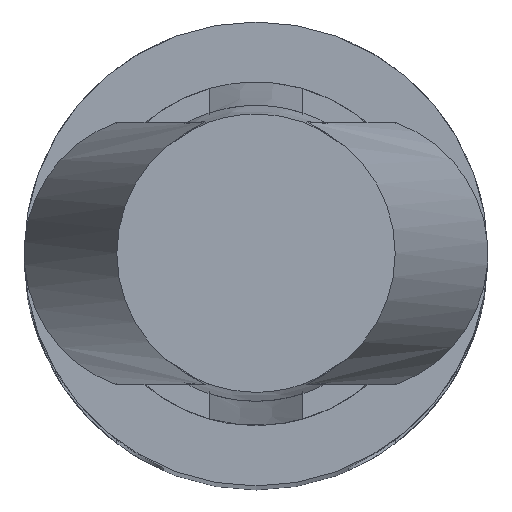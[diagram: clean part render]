
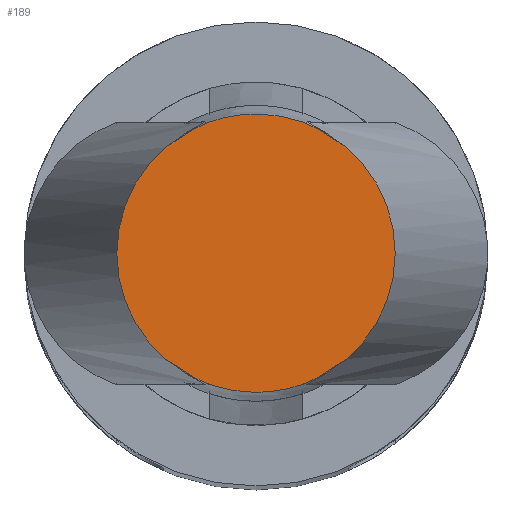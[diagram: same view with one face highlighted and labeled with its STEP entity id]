
A CAD part, top view. The second image highlights one B-rep face of the part: STEP entity #189.
In plain terms, the highlighted planar face has unit normal (0, 0, 1).
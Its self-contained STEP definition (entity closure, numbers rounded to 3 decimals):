
#189 = ADVANCED_FACE( '', ( #401 ), #402, .T. );
#401 = FACE_OUTER_BOUND( '', #740, .T. );
#402 = PLANE( '', #741 );
#740 = EDGE_LOOP( '', ( #1219, #1220, #1221, #1222, #1223, #1224, #1225, #1226 ) );
#741 = AXIS2_PLACEMENT_3D( '', #1227, #1228, #1229 );
#1219 = ORIENTED_EDGE( '', *, *, #1682, .F. );
#1220 = ORIENTED_EDGE( '', *, *, #1683, .T. );
#1221 = ORIENTED_EDGE( '', *, *, #1684, .F. );
#1222 = ORIENTED_EDGE( '', *, *, #1566, .F. );
#1223 = ORIENTED_EDGE( '', *, *, #1685, .F. );
#1224 = ORIENTED_EDGE( '', *, *, #1686, .T. );
#1225 = ORIENTED_EDGE( '', *, *, #1687, .F. );
#1226 = ORIENTED_EDGE( '', *, *, #1551, .T. );
#1227 = CARTESIAN_POINT( '', ( 0., 0., 17.4 ) );
#1228 = DIRECTION( '', ( 0., 0., 1. ) );
#1229 = DIRECTION( '', ( 1., 0., 0. ) );
#1551 = EDGE_CURVE( '', #1862, #1860, #1863, .F. );
#1566 = EDGE_CURVE( '', #1885, #1887, #1888, .T. );
#1682 = EDGE_CURVE( '', #2057, #1860, #2058, .T. );
#1683 = EDGE_CURVE( '', #2057, #2059, #2060, .T. );
#1684 = EDGE_CURVE( '', #1887, #2059, #2061, .T. );
#1685 = EDGE_CURVE( '', #2062, #1885, #2063, .T. );
#1686 = EDGE_CURVE( '', #2062, #2064, #2065, .T. );
#1687 = EDGE_CURVE( '', #1862, #2064, #2066, .T. );
#1860 = VERTEX_POINT( '', #2314 );
#1862 = VERTEX_POINT( '', #2322 );
#1863 = CIRCLE( '', #2323, 1.5 );
#1885 = VERTEX_POINT( '', #2369 );
#1887 = VERTEX_POINT( '', #2377 );
#1888 = CIRCLE( '', #2378, 1.5 );
#2057 = VERTEX_POINT( '', #2657 );
#2058 = CIRCLE( '', #2658, 1.5 );
#2059 = VERTEX_POINT( '', #2659 );
#2060 = B_SPLINE_CURVE_WITH_KNOTS( '', 2, ( #2660, #2661, #2662, #2663, #2664 ), .UNSPECIFIED., .F., .F., ( 3, 2, 3 ), ( 0., 0.5, 1. ), .UNSPECIFIED. );
#2061 = CIRCLE( '', #2665, 1.5 );
#2062 = VERTEX_POINT( '', #2666 );
#2063 = CIRCLE( '', #2667, 1.5 );
#2064 = VERTEX_POINT( '', #2668 );
#2065 = B_SPLINE_CURVE_WITH_KNOTS( '', 2, ( #2669, #2670, #2671, #2672, #2673 ), .UNSPECIFIED., .F., .F., ( 3, 2, 3 ), ( 0., 0.5, 1. ), .UNSPECIFIED. );
#2066 = CIRCLE( '', #2674, 1.5 );
#2314 = CARTESIAN_POINT( '', ( -0.525, -1.405, 17.4 ) );
#2322 = CARTESIAN_POINT( '', ( -0.525, 1.405, 17.4 ) );
#2323 = AXIS2_PLACEMENT_3D( '', #2819, #2820, #2821 );
#2369 = CARTESIAN_POINT( '', ( 0.525, 1.405, 17.4 ) );
#2377 = CARTESIAN_POINT( '', ( 0.525, -1.405, 17.4 ) );
#2378 = AXIS2_PLACEMENT_3D( '', #2835, #2836, #2837 );
#2657 = CARTESIAN_POINT( '', ( -0.5, -1.414, 17.4 ) );
#2658 = AXIS2_PLACEMENT_3D( '', #2960, #2961, #2962 );
#2659 = CARTESIAN_POINT( '', ( 0.5, -1.414, 17.4 ) );
#2660 = CARTESIAN_POINT( '', ( -0.5, -1.414, 17.4 ) );
#2661 = CARTESIAN_POINT( '', ( -0.258, -1.5, 17.4 ) );
#2662 = CARTESIAN_POINT( '', ( 0., -1.5, 17.4 ) );
#2663 = CARTESIAN_POINT( '', ( 0.257, -1.5, 17.4 ) );
#2664 = CARTESIAN_POINT( '', ( 0.5, -1.414, 17.4 ) );
#2665 = AXIS2_PLACEMENT_3D( '', #2963, #2964, #2965 );
#2666 = CARTESIAN_POINT( '', ( 0.5, 1.414, 17.4 ) );
#2667 = AXIS2_PLACEMENT_3D( '', #2966, #2967, #2968 );
#2668 = CARTESIAN_POINT( '', ( -0.5, 1.414, 17.4 ) );
#2669 = CARTESIAN_POINT( '', ( 0.5, 1.414, 17.4 ) );
#2670 = CARTESIAN_POINT( '', ( 0.258, 1.5, 17.4 ) );
#2671 = CARTESIAN_POINT( '', ( 0., 1.5, 17.4 ) );
#2672 = CARTESIAN_POINT( '', ( -0.257, 1.5, 17.4 ) );
#2673 = CARTESIAN_POINT( '', ( -0.5, 1.414, 17.4 ) );
#2674 = AXIS2_PLACEMENT_3D( '', #2969, #2970, #2971 );
#2819 = CARTESIAN_POINT( '', ( 0., 0., 17.4 ) );
#2820 = DIRECTION( '', ( 0., 0., -1. ) );
#2821 = DIRECTION( '', ( 1., 0., 0. ) );
#2835 = CARTESIAN_POINT( '', ( 0., 0., 17.4 ) );
#2836 = DIRECTION( '', ( 0., 0., -1. ) );
#2837 = DIRECTION( '', ( 0., 1., 0. ) );
#2960 = CARTESIAN_POINT( '', ( 0., 0., 17.4 ) );
#2961 = DIRECTION( '', ( 0., 0., -1. ) );
#2962 = DIRECTION( '', ( 0., 1., 0. ) );
#2963 = CARTESIAN_POINT( '', ( 0., 0., 17.4 ) );
#2964 = DIRECTION( '', ( 0., 0., -1. ) );
#2965 = DIRECTION( '', ( 0., 1., 0. ) );
#2966 = CARTESIAN_POINT( '', ( 0., 0., 17.4 ) );
#2967 = DIRECTION( '', ( 0., 0., -1. ) );
#2968 = DIRECTION( '', ( 0., 1., 0. ) );
#2969 = CARTESIAN_POINT( '', ( 0., 0., 17.4 ) );
#2970 = DIRECTION( '', ( 0., 0., -1. ) );
#2971 = DIRECTION( '', ( 0., 1., 0. ) );
